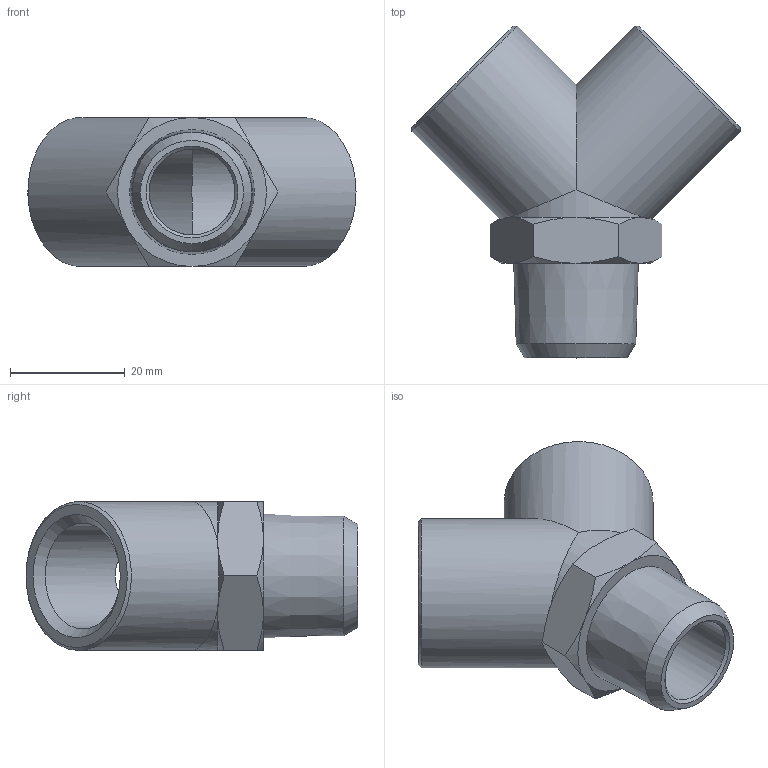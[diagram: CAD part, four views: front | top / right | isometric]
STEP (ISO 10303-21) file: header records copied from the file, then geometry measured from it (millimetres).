
FILE_DESCRIPTION (( 'STEP AP214' ), '1' );
FILE_NAME ('0600000010500A.STEP', '2013-08-07T15:00:36', ( 'ST01' ), ( '' ), 'SwSTEP 2.0', 'SolidWorks 2012', '' );
FILE_SCHEMA (( 'AUTOMOTIVE_DESIGN' ));
Length unit declared in the file: millimetre
Products named in the file (1): 0600000010500A
Bounding box: 57.28 x 57.94 x 26 mm (x, y, z)
Volume: 18517.4 mm3; surface area: 10331.9 mm2
Topology: 1 solids, 1 shells, 40 faces, 94 edges, 56 vertices
Faces by surface type: cone 19, plane 14, cylinder 7
Full cylindrical faces by diameter (mm): 15 x1, 18.5 x2, 26 x2
Entity records: 1213 total; most frequent: CARTESIAN_POINT 402, ORIENTED_EDGE 154, DIRECTION 152, EDGE_CURVE 77, AXIS2_PLACEMENT_3D 72, EDGE_LOOP 56, VERTEX_POINT 51, FACE_OUTER_BOUND 45
